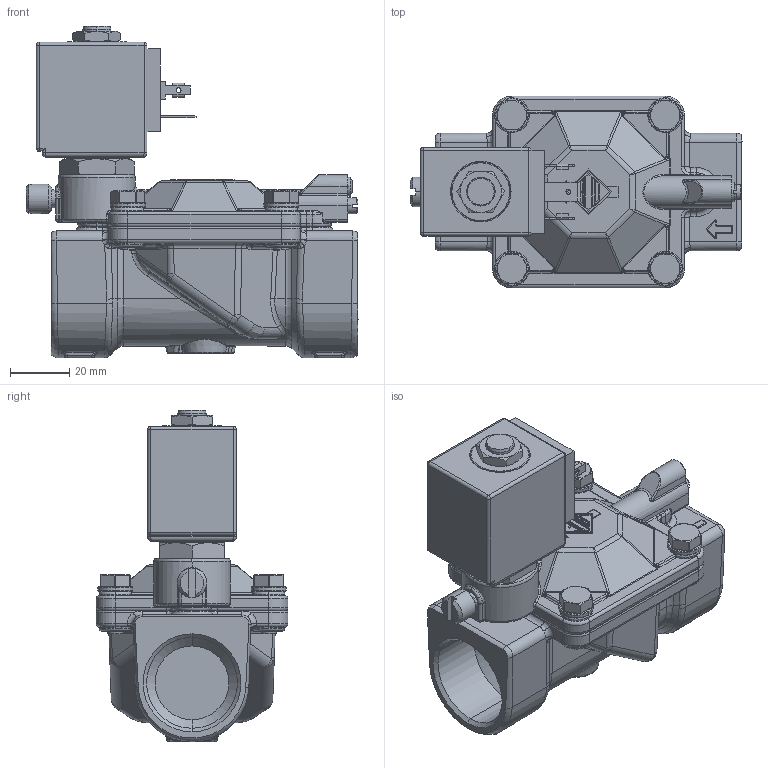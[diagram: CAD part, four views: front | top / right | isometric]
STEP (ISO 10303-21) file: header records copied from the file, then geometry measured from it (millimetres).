
FILE_DESCRIPTION((''),'2;1');
FILE_NAME('21W4KB250_MR_BDA_INGOMBRO_ASM','2009-07-10T',('romeri'),('O.D.E.'),'PRO/ENGINEER BY PARAMETRIC TECHNOLOGY CORPORATION, 2005450','PRO/ENGINEER BY PARAMETRIC TECHNOLOGY CORPORATION, 2005450','');
FILE_SCHEMA(('CONFIG_CONTROL_DESIGN'));
Length unit declared in the file: millimetre
Products named in the file (12): 4500W4_INGOMBRO; 450399_INGOMBRO; 450603_INGOMBRO; ROSETTE_UNI_1751_M6; VITE_T_ESAGONALE_ISO_4_M6X16; BOBINA_8_W_INGOMBRO; 450145; 450146; 451772_INGOMBRO; 450728_INGOMBRO; 450215_INGOMBRO; 21W4KB250_MR_BDA_INGOMBRO_ASM
Assembly tree (17 placements, depth 2):
  21W4KB250_MR_BDA_INGOMBRO_ASM
    4500W4_INGOMBRO
    450399_INGOMBRO
    450603_INGOMBRO
    ROSETTE_UNI_1751_M6  x4
    VITE_T_ESAGONALE_ISO_4_M6X16  x4
    BOBINA_8_W_INGOMBRO
    450145
    450146
    451772_INGOMBRO
    450728_INGOMBRO
    450215_INGOMBRO
Bounding box: 112.5 x 65 x 112.4 mm (x, y, z)
Volume: 218261.1 mm3; surface area: 67173.5 mm2
Topology: 17 solids, 28 shells, 1777 faces, 4089 edges, 2405 vertices
Faces by surface type: cylinder 553, plane 439, bspline 392, torus 237, cone 105, sphere 51
Entity records: 71287 total; most frequent: CARTESIAN_POINT 23463, ORIENTED_EDGE 7040, DIRECTION 6362, EDGE_CURVE 3529, PRESENTATION_STYLE_ASSIGNMENT 3345, STYLED_ITEM 2693, AXIS2_PLACEMENT_3D 2513, CURVE_STYLE 2137
